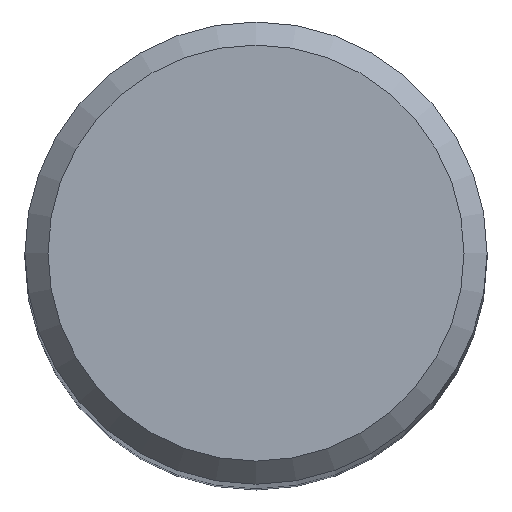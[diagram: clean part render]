
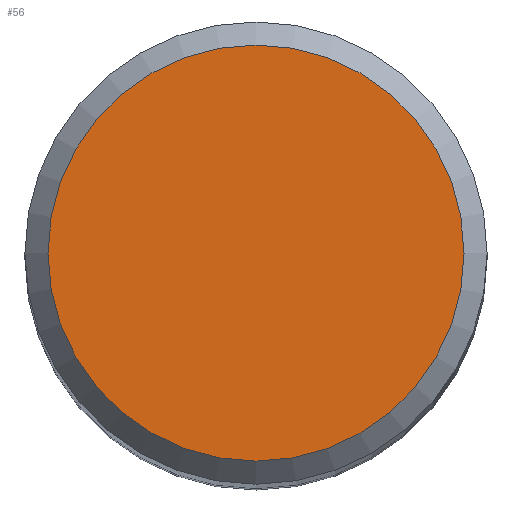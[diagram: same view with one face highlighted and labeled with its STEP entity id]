
A CAD part, top view. The second image highlights one B-rep face of the part: STEP entity #56.
In plain terms, the highlighted planar face has unit normal (0, 0, 1).
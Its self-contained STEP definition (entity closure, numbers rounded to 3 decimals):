
#56=ADVANCED_FACE('',(#67),#63,.T.);
#63=PLANE('',#163);
#67=FACE_OUTER_BOUND('',#73,.T.);
#73=EDGE_LOOP('',(#85));
#85=ORIENTED_EDGE('',*,*,#102,.T.);
#96=VERTEX_POINT('',#236);
#102=EDGE_CURVE('',#96,#96,#108,.T.);
#108=CIRCLE('',#162,4.5);
#162=AXIS2_PLACEMENT_3D('',#235,#188,#189);
#163=AXIS2_PLACEMENT_3D('',#237,#190,#191);
#188=DIRECTION('',(0.,0.,1.));
#189=DIRECTION('',(1.,0.,0.));
#190=DIRECTION('',(0.,0.,1.));
#191=DIRECTION('',(1.,0.,0.));
#235=CARTESIAN_POINT('',(0.,0.,0.));
#236=CARTESIAN_POINT('',(4.5,0.,0.));
#237=CARTESIAN_POINT('',(0.,0.,0.));
